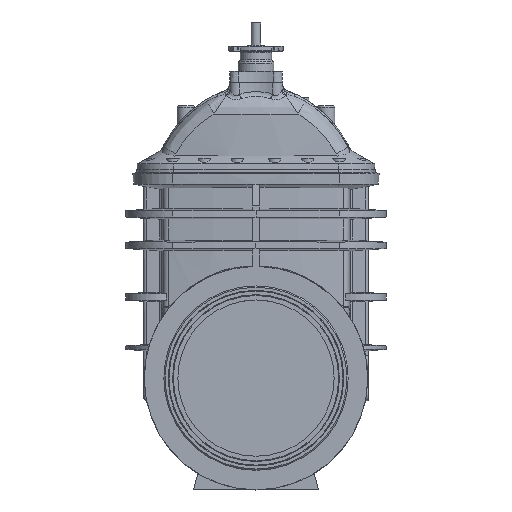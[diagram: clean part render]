
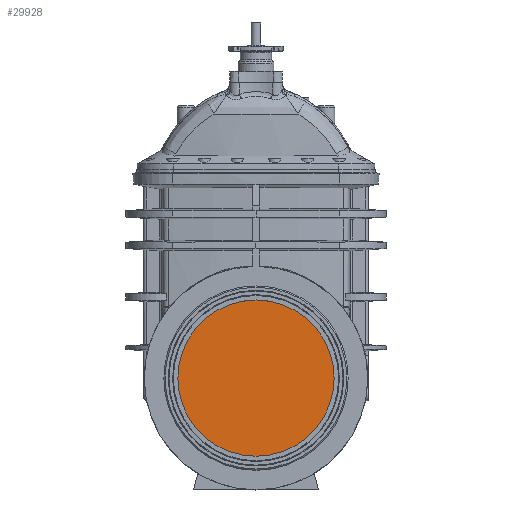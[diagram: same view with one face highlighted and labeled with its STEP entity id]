
A CAD part, top view. The second image highlights one B-rep face of the part: STEP entity #29928.
In plain terms, the highlighted planar face has unit normal (0, 0, 1).
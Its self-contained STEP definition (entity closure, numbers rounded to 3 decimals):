
#658 = CARTESIAN_POINT ( 'NONE',  ( 0., 0., 171. ) ) ;
#661 = PLANE ( 'NONE',  #1727 ) ;
#667 = DIRECTION ( 'NONE',  ( 0., 0., -1. ) ) ;
#669 = DIRECTION ( 'NONE',  ( -1., 0., 0. ) ) ;
#1727 = AXIS2_PLACEMENT_3D ( 'NONE', #658, #667, #669 ) ;
#1836 = AXIS2_PLACEMENT_3D ( 'NONE', #3256, #3258, #3259 ) ;
#3256 = CARTESIAN_POINT ( 'NONE',  ( 0., 0., 171. ) ) ;
#3258 = DIRECTION ( 'NONE',  ( 0., 0., -1. ) ) ;
#3259 = DIRECTION ( 'NONE',  ( -1., 0., 0. ) ) ;
#5962 = VERTEX_POINT ( 'NONE', #15068 ) ;
#15068 = CARTESIAN_POINT ( 'NONE',  ( -250., 0., 171. ) ) ;
#18411 = FACE_OUTER_BOUND ( 'NONE', #24374, .T. ) ;
#18700 = CIRCLE ( 'NONE', #1836, 250. ) ;
#24374 = EDGE_LOOP ( 'NONE', ( #26599 ) ) ;
#26599 = ORIENTED_EDGE ( 'NONE', *, *, #30109, .F. ) ;
#29928 = ADVANCED_FACE ( 'NONE', ( #18411 ), #661, .F. ) ;
#30109 = EDGE_CURVE ( 'NONE', #5962, #5962, #18700, .T. ) ;
